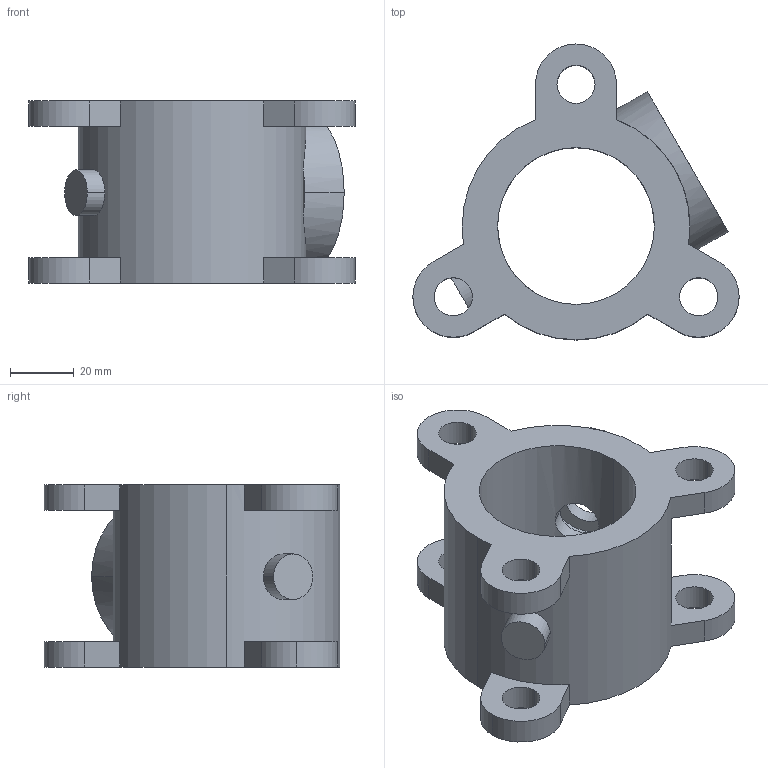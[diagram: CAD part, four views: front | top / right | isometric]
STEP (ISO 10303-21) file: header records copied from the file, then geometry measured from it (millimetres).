
FILE_DESCRIPTION (( 'STEP AP214' ), '1' );
FILE_NAME ('Body.STEP', '2014-11-15T18:55:41', ( '' ), ( '' ), 'SwSTEP 2.0', 'SolidWorks 2013', '' );
FILE_SCHEMA (( 'AUTOMOTIVE_DESIGN' ));
Length unit declared in the file: inch
Products named in the file (1): Body
Bounding box: 102.39 x 92.86 x 57.15 mm (x, y, z)
Volume: 148563.8 mm3; surface area: 37986.1 mm2
Topology: 2 solids, 2 shells, 172 faces, 486 edges, 324 vertices
Faces by surface type: cylinder 129, plane 34, bspline 9
Entity records: 10701 total; most frequent: CARTESIAN_POINT 6710, ORIENTED_EDGE 972, DIRECTION 694, EDGE_CURVE 486, VERTEX_POINT 324, AXIS2_PLACEMENT_3D 260, EDGE_LOOP 194, LINE 174
